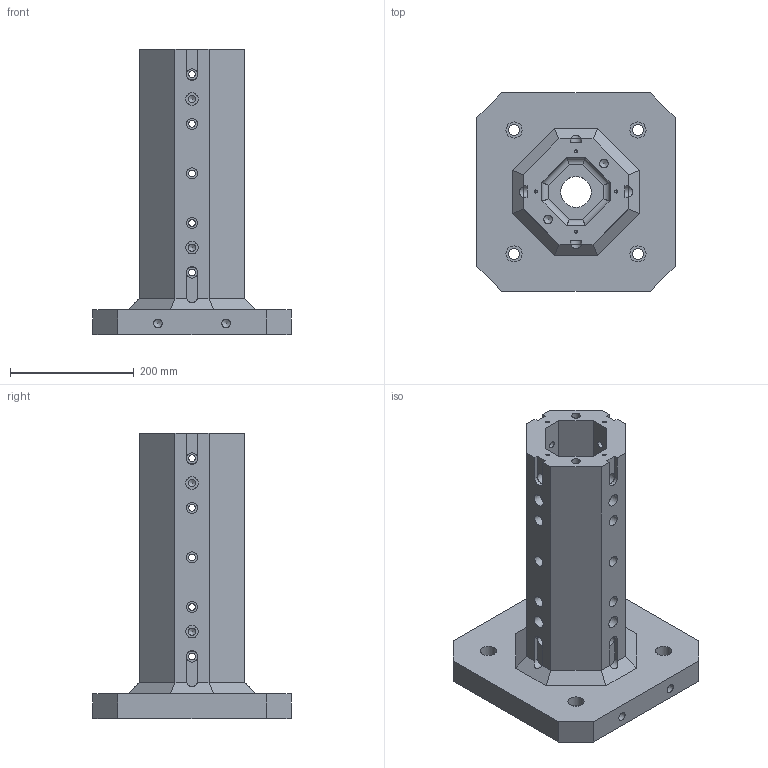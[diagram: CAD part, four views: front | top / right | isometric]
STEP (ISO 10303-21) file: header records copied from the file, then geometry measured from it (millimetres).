
FILE_DESCRIPTION( ( 'Unknown' ), '1' );
FILE_NAME( 'SVF-5040-320CB8-80.stp', 'Unknown', ( 'S.C.H' ), ( 'Unknown' ), 'XStep 1.0', 'Unknown', ' ' );
FILE_SCHEMA( ( 'CONFIG_CONTROL_DESIGN' ) );
Length unit declared in the file: millimetre
Products named in the file (1): 1
Bounding box: 320 x 320 x 460 mm (x, y, z)
Volume: 9342941.1 mm3; surface area: 667671.7 mm2
Topology: 1 solids, 1 shells, 211 faces, 515 edges, 332 vertices
Faces by surface type: plane 100, cylinder 94, cone 17
Full cylindrical faces by diameter (mm): 5 x4, 10.8 x20, 12 x8, 14 x5, 18 x24, 20 x8, 26 x4, 50 x1
Entity records: 5610 total; most frequent: DIRECTION 1004, CARTESIAN_POINT 905, ORIENTED_EDGE 768, AXIS2_PLACEMENT_3D 408, EDGE_CURVE 384, EDGE_LOOP 378, VERTEX_POINT 309, FACE_OUTER_BOUND 285
